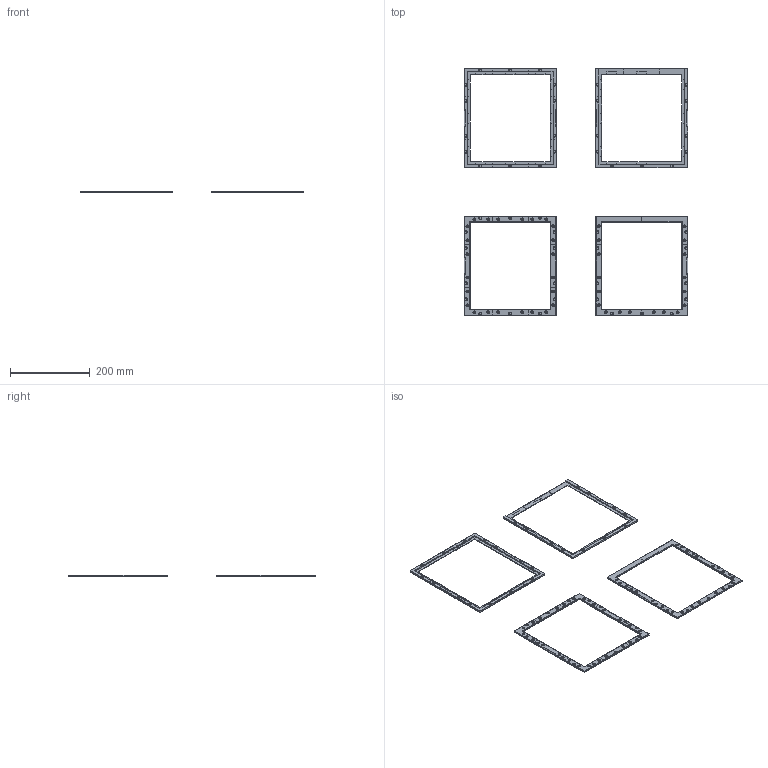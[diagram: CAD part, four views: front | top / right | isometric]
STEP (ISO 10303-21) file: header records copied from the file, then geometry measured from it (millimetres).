
FILE_DESCRIPTION(/* description */ (''),/* implementation_level */ '2;1');
FILE_NAME(/* name */ 'v0_mag_panels.step',/* time_stamp */ '2022-05-19T21:58:34-04:00',/* author */ (''),/* organization */ (''),/* preprocessor_version */ 'ST-DEVELOPER v18.1',/* originating_system */ 'Autodesk Translation Framework v10.14.0.1471',/* authorisation */ '');
FILE_SCHEMA (('AUTOMOTIVE_DESIGN { 1 0 10303 214 3 1 1 }'));
Length unit declared in the file: millimetre
Products named in the file (1): V0 magnetic front door
Bounding box: 560 x 618 x 5 mm (x, y, z)
Volume: 323349.1 mm3; surface area: 248943.8 mm2
Topology: 26 solids, 26 shells, 1350 faces, 3101 edges, 1923 vertices
Faces by surface type: plane 752, cylinder 295, cone 275, sphere 28
Full cylindrical faces by diameter (mm): 3.3 x84, 5.9 x84, 6.1 x3, 6.2 x86
Entity records: 37952 total; most frequent: DIRECTION 6721, CARTESIAN_POINT 6507, ORIENTED_EDGE 6178, EDGE_CURVE 3089, AXIS2_PLACEMENT_3D 2345, LINE 2031, VECTOR 2031, VERTEX_POINT 1923
